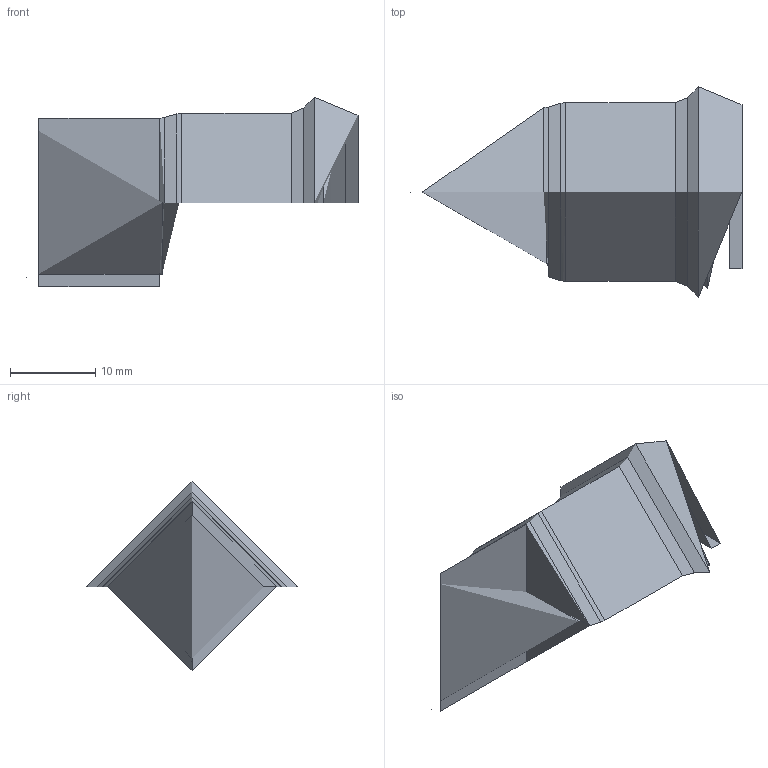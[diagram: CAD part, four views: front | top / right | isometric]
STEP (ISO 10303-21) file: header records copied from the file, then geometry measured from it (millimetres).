
FILE_DESCRIPTION(('FreeCAD Model'),'2;1');
FILE_NAME('Open CASCADE Shape Model','2025-10-20T14:59:04',('Author'),( ''),'Open CASCADE STEP processor 7.8','FreeCAD','Unknown');
FILE_SCHEMA(('AUTOMOTIVE_DESIGN { 1 0 10303 214 1 1 1 1 }'));
Length unit declared in the file: millimetre
Products named in the file (7): Unnamed10; COMPOUND; COMPOUND001; X-Achse; XY-Ebene; COMPOUND002; COMPOUND003
Assembly tree (18 placements, depth 3):
  Unnamed10
    COMPOUND
    COMPOUND001
      COMPOUND
    X-Achse  x6
    XY-Ebene  x6
    COMPOUND002
    COMPOUND003
      COMPOUND002
Bounding box: 39 x 24.74 x 22.27 mm (x, y, z)
Volume: 8232.2 mm3; surface area: 11509.8 mm2
Topology: 4 solids, 4 shells, 42 faces, 136 edges, 98 vertices
Faces by surface type: bspline 42
Entity records: 1277 total; most frequent: CARTESIAN_POINT 718, ORIENTED_EDGE 130, EDGE_CURVE 65, VERTEX_POINT 49, DIRECTION 39, PRODUCT_DEFINITION_SHAPE 25, FACE_BOUND 24, EDGE_LOOP 24
